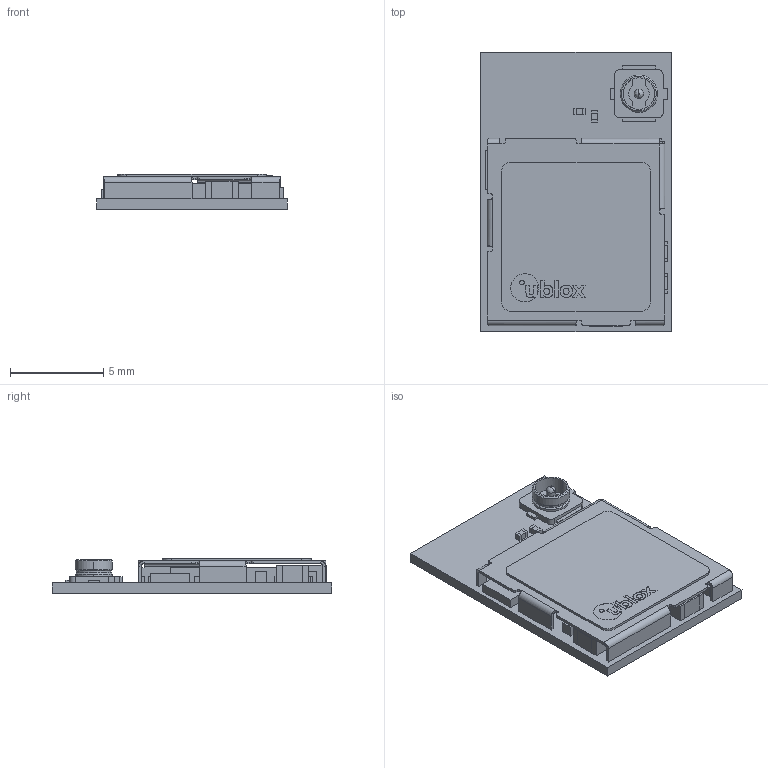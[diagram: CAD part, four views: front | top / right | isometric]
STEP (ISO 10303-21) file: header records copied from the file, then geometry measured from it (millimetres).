
FILE_DESCRIPTION (( 'STEP AP214' ), '1' );
FILE_NAME ('BMD-341.STEP', '2020-06-10T23:02:58', ( '' ), ( '' ), 'SwSTEP 2.0', 'SolidWorks 2017', '' );
FILE_SCHEMA (( 'AUTOMOTIVE_DESIGN' ));
Length unit declared in the file: millimetre
Products named in the file (69): Extruded_2; Extruded_4; Free-Models; Extruded_5; U.FL-R-SMT-1; Extruded_10; 6568143232; L1; C19; C5; 6568999040; 6568142352; C1; Extruded_3; logo_full_4mm; C14; L4; C9; 6569000720; 6568133472; L3; L6; L2; BMD-340-341-pads; logo_b_4mm; logo_u_4mm; logo_l_4mm; C6; 6568999680; C4; label_8x8; pcb_1500_1020_056; C13; J1; 472-00011; Extruded_8; C3; 6568143632; logo_x_4mm; C10 ...
Assembly tree (128 placements, depth 4):
  BMD-341
    J1
      U.FL-R-SMT-1
    L4
      6568143232  x2
        Extruded
      6568133472
        Extruded_2
    L6
      6568133472
        Extruded_2
      6568142352  x2
        Extruded_3
    L5
      6568999040
        Extruded_4
      6568999440  x2
        Extruded_5
    C18
      6568142352  x2
        Extruded_3
      6568142672
        Extruded_6
    C16
      6568143232  x2
        Extruded
      6568142672
        Extruded_6
    C17
      6568136432  x2
        Extruded_7
      6568136032
        Extruded_8
    C15
      6568136432  x2
        Extruded_7
      6568136032
        Extruded_8
    C14
      6568144272  x2
        Extruded_9
      6568143632
        Extruded_10
    C13
      6568144272  x2
        Extruded_9
      6568143632
        Extruded_10
    X1
      6569000480
        Extruded_11
    C8
      6568142352  x2
        Extruded_3
      6568142672
        Extruded_6
    U1
      6569000720
        Extruded_12
    L2
Bounding box: 10.2 x 15 x 1.91 mm (x, y, z)
Volume: 164.5 mm3; surface area: 976.7 mm2
Topology: 151 solids, 151 shells, 1393 faces, 3210 edges, 2122 vertices
Faces by surface type: plane 1001, cylinder 319, bspline 67, cone 6
Entity records: 36750 total; most frequent: CARTESIAN_POINT 6727, DIRECTION 5264, ORIENTED_EDGE 4980, EDGE_CURVE 2490, AXIS2_PLACEMENT_3D 1767, LINE 1730, VECTOR 1730, VERTEX_POINT 1642
